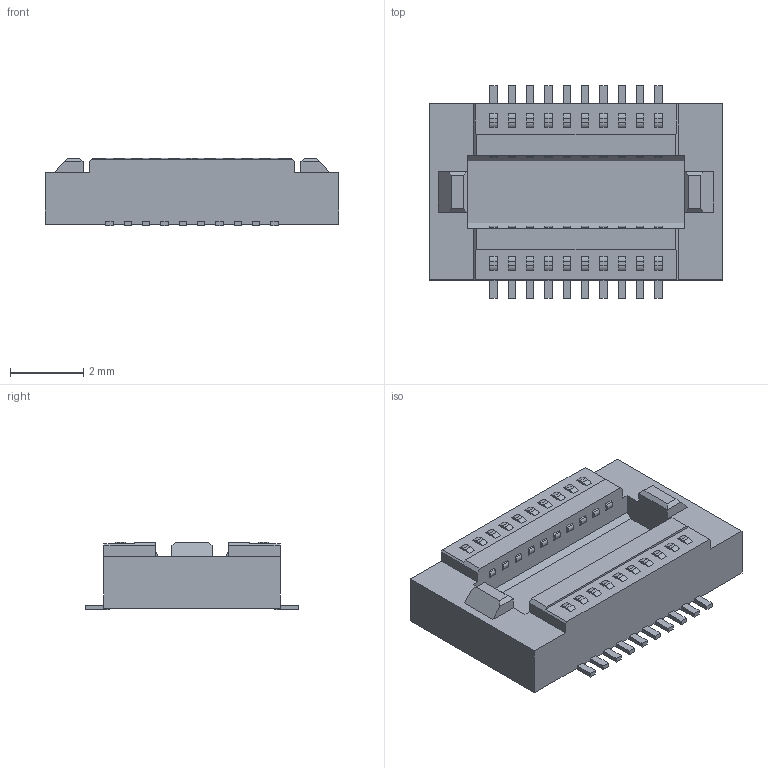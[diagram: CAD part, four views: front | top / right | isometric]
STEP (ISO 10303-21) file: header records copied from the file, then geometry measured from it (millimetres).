
FILE_DESCRIPTION (( 'STEP AP214' ), '1' );
FILE_NAME ('axk5f20547y.stp', '2007-10-04T01:43:49', ( '' ), ( 'PanasonicCorporation' ), '', '', '' );
FILE_SCHEMA (( 'AUTOMOTIVE_DESIGN' ));
Length unit declared in the file: millimetre
Products named in the file (1): axk5f20547y
Bounding box: 8 x 5.8 x 1.85 mm (x, y, z)
Volume: 52.3 mm3; surface area: 143.6 mm2
Topology: 1 solids, 1 shells, 382 faces, 1016 edges, 676 vertices
Faces by surface type: plane 282, cylinder 100
Entity records: 11831 total; most frequent: CARTESIAN_POINT 2075, ORIENTED_EDGE 2032, DIRECTION 1982, EDGE_CURVE 1016, LINE 816, VECTOR 816, VERTEX_POINT 676, AXIS2_PLACEMENT_3D 583
